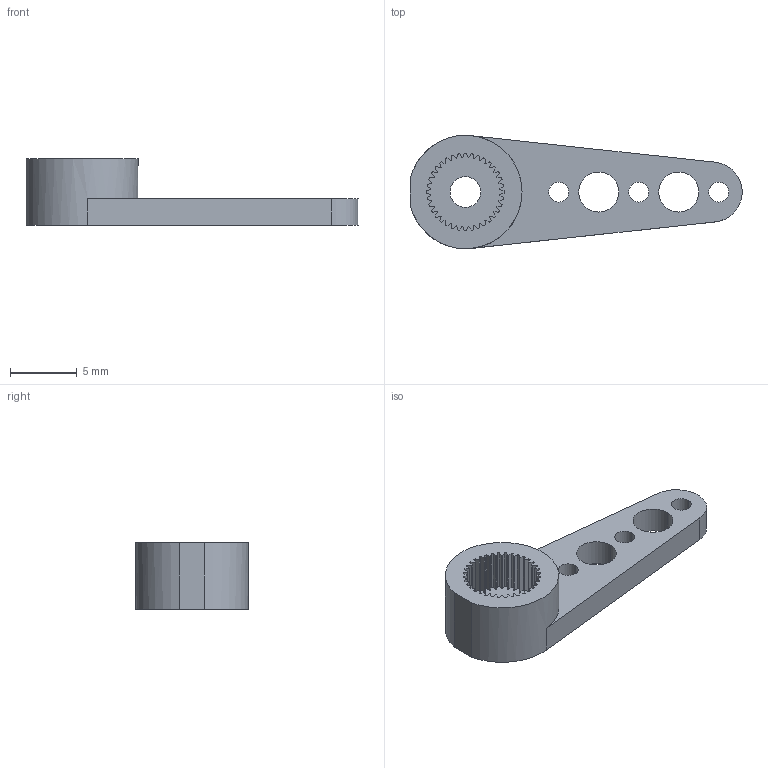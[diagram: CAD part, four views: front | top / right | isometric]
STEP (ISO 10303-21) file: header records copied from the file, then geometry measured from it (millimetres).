
FILE_DESCRIPTION (( 'STEP AP214' ), '1' );
FILE_NAME ('Mini Servo motor arm.STEP', '2021-06-03T07:25:36', ( '' ), ( '' ), 'SwSTEP 2.0', 'SolidWorks 2016', '' );
FILE_SCHEMA (( 'AUTOMOTIVE_DESIGN' ));
Length unit declared in the file: millimetre
Products named in the file (1): Mini Servo motor arm
Bounding box: 24.89 x 8.5 x 5 mm (x, y, z)
Volume: 336.6 mm3; surface area: 652 mm2
Topology: 1 solids, 1 shells, 169 faces, 495 edges, 330 vertices
Faces by surface type: cylinder 89, plane 80
Entity records: 5727 total; most frequent: DIRECTION 1015, CARTESIAN_POINT 995, ORIENTED_EDGE 990, EDGE_CURVE 495, AXIS2_PLACEMENT_3D 350, VERTEX_POINT 330, LINE 315, VECTOR 315
